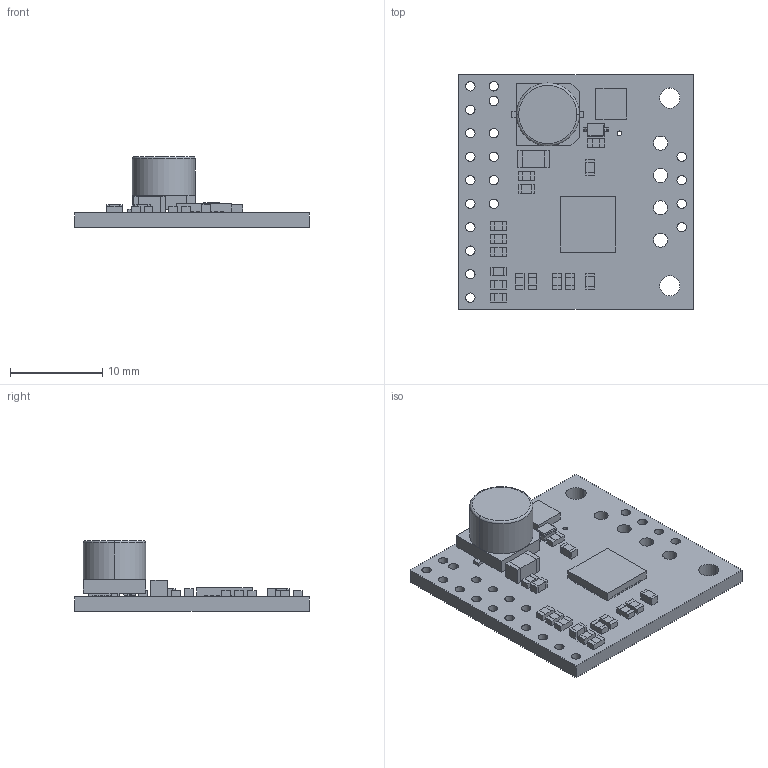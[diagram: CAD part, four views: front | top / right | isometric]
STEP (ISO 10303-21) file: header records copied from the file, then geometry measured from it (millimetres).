
FILE_DESCRIPTION (( 'STEP AP214' ), '1' );
FILE_NAME ('tb9051ftg_single_brushed_dc_motor_driver_carrier.step', '2018-04-20T23:21:54', ( '' ), ( '' ), 'SwSTEP 2.0', 'SolidWorks 2016', '' );
FILE_SCHEMA (( 'AUTOMOTIVE_DESIGN' ));
Length unit declared in the file: millimetre
Products named in the file (1): tb9051ftg_single_brushed_dc_motor_driver_carrier
Bounding box: 25.4 x 25.4 x 7.67 mm (x, y, z)
Volume: 1263.7 mm3; surface area: 1963.5 mm2
Topology: 1 solids, 1 shells, 882 faces, 2508 edges, 1652 vertices
Faces by surface type: plane 610, bspline 169, cylinder 101, torus 2
Entity records: 44096 total; most frequent: CARTESIAN_POINT 12226, ORIENTED_EDGE 5016, DIRECTION 3776, EDGE_CURVE 2508, LINE 1932, VECTOR 1932, VERTEX_POINT 1652, EDGE_LOOP 1026
